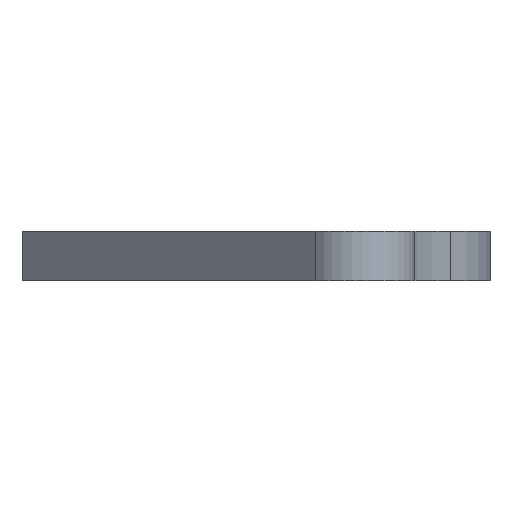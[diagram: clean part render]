
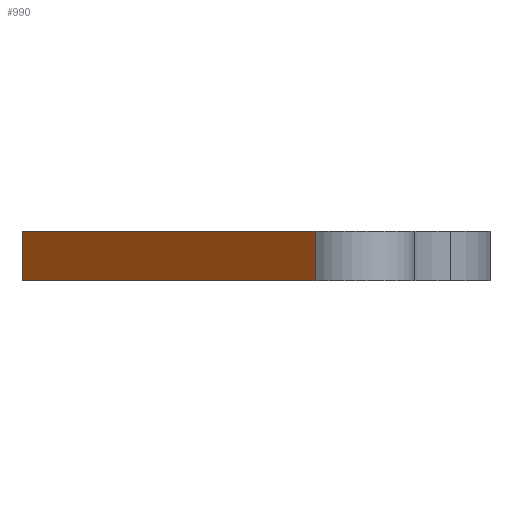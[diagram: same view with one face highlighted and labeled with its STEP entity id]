
A CAD part, front view. The second image highlights one B-rep face of the part: STEP entity #990.
In plain terms, the highlighted planar face has unit normal (-0.691, -0.723, 0).
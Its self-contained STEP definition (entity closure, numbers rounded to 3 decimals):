
#14 = CARTESIAN_POINT ( 'NONE',  ( -224.169, 46.305, 12.7 ) ) ;
#30 = EDGE_LOOP ( 'NONE', ( #282, #993, #932, #898 ) ) ;
#40 = VECTOR ( 'NONE', #812, 1000. ) ;
#160 = PLANE ( 'NONE',  #207 ) ;
#207 = AXIS2_PLACEMENT_3D ( 'NONE', #631, #1027, #444 ) ;
#208 = LINE ( 'NONE', #236, #629 ) ;
#232 = DIRECTION ( 'NONE',  ( -0.723, 0.691, 0. ) ) ;
#236 = CARTESIAN_POINT ( 'NONE',  ( -148.53, -25.942, 158.151 ) ) ;
#282 = ORIENTED_EDGE ( 'NONE', *, *, #1247, .F. ) ;
#295 = LINE ( 'NONE', #1104, #40 ) ;
#320 = LINE ( 'NONE', #511, #765 ) ;
#414 = EDGE_CURVE ( 'NONE', #951, #664, #857, .T. ) ;
#444 = DIRECTION ( 'NONE',  ( 0.723, -0.691, 0. ) ) ;
#486 = VERTEX_POINT ( 'NONE', #603 ) ;
#508 = DIRECTION ( 'NONE',  ( 0., 0., -1. ) ) ;
#511 = CARTESIAN_POINT ( 'NONE',  ( -224.169, 46.305, 12.7 ) ) ;
#534 = EDGE_CURVE ( 'NONE', #641, #951, #320, .T. ) ;
#537 = CARTESIAN_POINT ( 'NONE',  ( -148.53, -25.942, 12.7 ) ) ;
#603 = CARTESIAN_POINT ( 'NONE',  ( -148.53, -25.942, 0. ) ) ;
#605 = VECTOR ( 'NONE', #508, 1000. ) ;
#629 = VECTOR ( 'NONE', #901, 1000. ) ;
#631 = CARTESIAN_POINT ( 'NONE',  ( -224.169, 46.305, 158.151 ) ) ;
#641 = VERTEX_POINT ( 'NONE', #537 ) ;
#664 = VERTEX_POINT ( 'NONE', #823 ) ;
#754 = EDGE_CURVE ( 'NONE', #486, #664, #295, .T. ) ;
#765 = VECTOR ( 'NONE', #232, 1000. ) ;
#812 = DIRECTION ( 'NONE',  ( -0.723, 0.691, 0. ) ) ;
#823 = CARTESIAN_POINT ( 'NONE',  ( -224.169, 46.305, 0. ) ) ;
#857 = LINE ( 'NONE', #14, #605 ) ;
#898 = ORIENTED_EDGE ( 'NONE', *, *, #754, .F. ) ;
#901 = DIRECTION ( 'NONE',  ( 0., 0., -1. ) ) ;
#910 = FACE_OUTER_BOUND ( 'NONE', #30, .T. ) ;
#932 = ORIENTED_EDGE ( 'NONE', *, *, #414, .T. ) ;
#951 = VERTEX_POINT ( 'NONE', #1190 ) ;
#990 = ADVANCED_FACE ( 'NONE', ( #910 ), #160, .T. ) ;
#993 = ORIENTED_EDGE ( 'NONE', *, *, #534, .T. ) ;
#1027 = DIRECTION ( 'NONE',  ( -0.691, -0.723, 0. ) ) ;
#1104 = CARTESIAN_POINT ( 'NONE',  ( -224.169, 46.305, 0. ) ) ;
#1190 = CARTESIAN_POINT ( 'NONE',  ( -224.169, 46.305, 12.7 ) ) ;
#1247 = EDGE_CURVE ( 'NONE', #641, #486, #208, .T. ) ;
